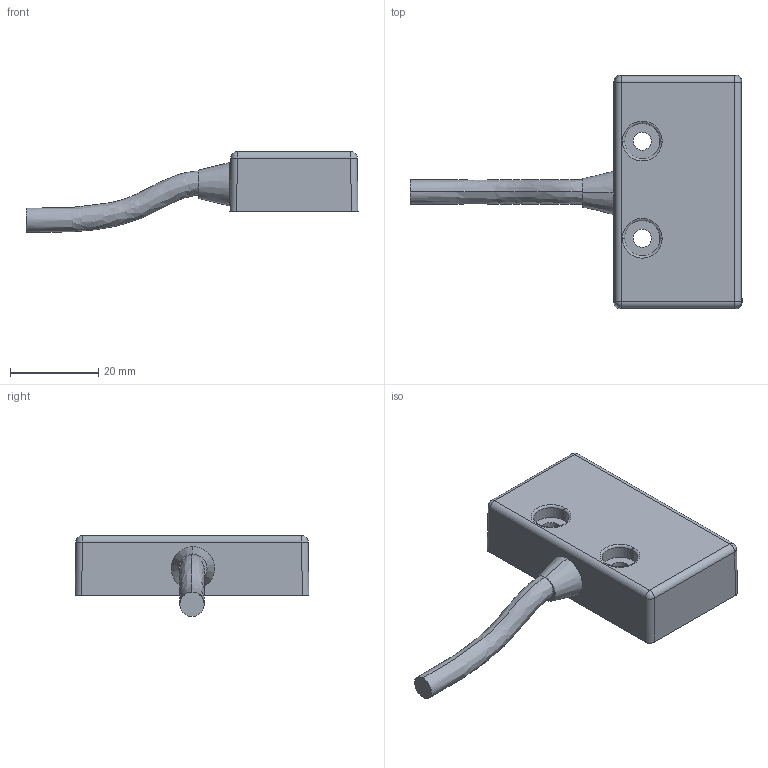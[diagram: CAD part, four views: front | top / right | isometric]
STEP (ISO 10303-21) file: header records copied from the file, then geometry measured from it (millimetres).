
FILE_DESCRIPTION (( 'STEP AP214' ), '1' );
FILE_NAME ('MS5-SS Switch.STEP', '2010-06-02T10:17:39', ( ' ' ), ( ' ' ), 'SwSTEP 2.0', 'SolidWorks 2004231', '' );
FILE_SCHEMA (( 'AUTOMOTIVE_DESIGN' ));
Length unit declared in the file: millimetre
Products named in the file (4): MS5-SS Switch; (SS MS5 switch); (cable 2 core); 103.018 (Grommet Short)
Assembly tree (3 placements, depth 2):
  MS5-SS Switch
    103.018 (Grommet Short)
    (SS MS5 switch)
    (cable 2 core)
Bounding box: 75.22 x 53 x 18.34 mm (x, y, z)
Volume: 21413.4 mm3; surface area: 6951.7 mm2
Topology: 3 solids, 3 shells, 53 faces, 112 edges, 66 vertices
Faces by surface type: cylinder 24, plane 15, torus 6, sphere 4, cone 2, bspline 2
Entity records: 2015 total; most frequent: CARTESIAN_POINT 371, DIRECTION 276, ORIENTED_EDGE 216, AXIS2_PLACEMENT_3D 119, EDGE_CURVE 108, VERTEX_POINT 66, EDGE_LOOP 64, CIRCLE 62
